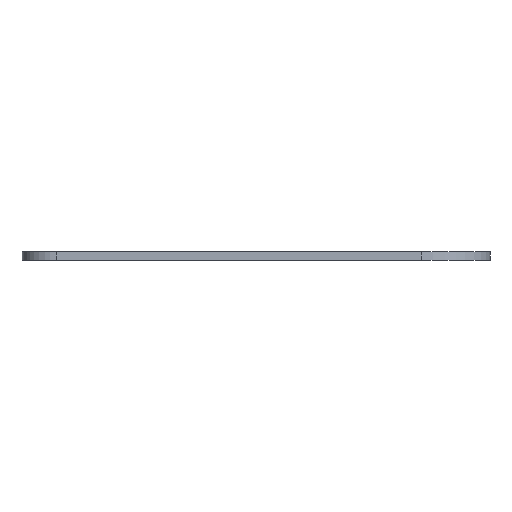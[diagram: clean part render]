
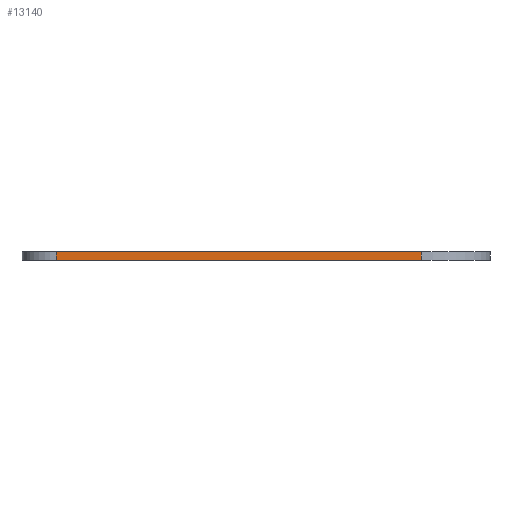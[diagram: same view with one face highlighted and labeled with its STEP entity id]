
A CAD part, front view. The second image highlights one B-rep face of the part: STEP entity #13140.
In plain terms, the highlighted planar face has unit normal (0, -1, 0).
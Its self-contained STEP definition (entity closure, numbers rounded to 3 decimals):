
#83 = PLANE('',#84);
#84 = AXIS2_PLACEMENT_3D('',#85,#86,#87);
#85 = CARTESIAN_POINT('',(145.735,-105.129,1.6));
#86 = DIRECTION('',(-0.,-0.,-1.));
#87 = DIRECTION('',(-1.,0.,0.));
#137 = PLANE('',#138);
#138 = AXIS2_PLACEMENT_3D('',#139,#140,#141);
#139 = CARTESIAN_POINT('',(145.735,-105.129,0.));
#140 = DIRECTION('',(-0.,-0.,-1.));
#141 = DIRECTION('',(-1.,0.,0.));
#170 = CYLINDRICAL_SURFACE('',#171,6.35);
#171 = AXIS2_PLACEMENT_3D('',#172,#173,#174);
#172 = CARTESIAN_POINT('',(111.671,-125.959,0.));
#173 = DIRECTION('',(-0.,-0.,-1.));
#174 = DIRECTION('',(1.,0.,-0.));
#447 = VERTEX_POINT('',#448);
#448 = CARTESIAN_POINT('',(178.981,-132.309,0.));
#467 = CYLINDRICAL_SURFACE('',#468,12.7);
#468 = AXIS2_PLACEMENT_3D('',#469,#470,#471);
#469 = CARTESIAN_POINT('',(178.981,-119.609,0.));
#470 = DIRECTION('',(-0.,-0.,-1.));
#471 = DIRECTION('',(1.,0.,-0.));
#479 = EDGE_CURVE('',#447,#480,#482,.T.);
#480 = VERTEX_POINT('',#481);
#481 = CARTESIAN_POINT('',(111.671,-132.309,0.));
#482 = SURFACE_CURVE('',#483,(#487,#494),.PCURVE_S1.);
#483 = LINE('',#484,#485);
#484 = CARTESIAN_POINT('',(178.981,-132.309,0.));
#485 = VECTOR('',#486,1.);
#486 = DIRECTION('',(-1.,0.,0.));
#487 = PCURVE('',#137,#488);
#488 = DEFINITIONAL_REPRESENTATION('',(#489),#493);
#489 = LINE('',#490,#491);
#490 = CARTESIAN_POINT('',(-33.246,-27.18));
#491 = VECTOR('',#492,1.);
#492 = DIRECTION('',(1.,0.));
#493 = ( GEOMETRIC_REPRESENTATION_CONTEXT(2) 
PARAMETRIC_REPRESENTATION_CONTEXT() REPRESENTATION_CONTEXT('2D SPACE',''
  ) );
#494 = PCURVE('',#495,#500);
#495 = PLANE('',#496);
#496 = AXIS2_PLACEMENT_3D('',#497,#498,#499);
#497 = CARTESIAN_POINT('',(178.981,-132.309,0.));
#498 = DIRECTION('',(0.,-1.,0.));
#499 = DIRECTION('',(-1.,0.,0.));
#500 = DEFINITIONAL_REPRESENTATION('',(#501),#505);
#501 = LINE('',#502,#503);
#502 = CARTESIAN_POINT('',(0.,0.));
#503 = VECTOR('',#504,1.);
#504 = DIRECTION('',(1.,0.));
#505 = ( GEOMETRIC_REPRESENTATION_CONTEXT(2) 
PARAMETRIC_REPRESENTATION_CONTEXT() REPRESENTATION_CONTEXT('2D SPACE',''
  ) );
#7310 = VERTEX_POINT('',#7311);
#7311 = CARTESIAN_POINT('',(178.981,-132.309,1.6));
#7337 = EDGE_CURVE('',#7310,#7338,#7340,.T.);
#7338 = VERTEX_POINT('',#7339);
#7339 = CARTESIAN_POINT('',(111.671,-132.309,1.6));
#7340 = SURFACE_CURVE('',#7341,(#7345,#7352),.PCURVE_S1.);
#7341 = LINE('',#7342,#7343);
#7342 = CARTESIAN_POINT('',(178.981,-132.309,1.6));
#7343 = VECTOR('',#7344,1.);
#7344 = DIRECTION('',(-1.,0.,0.));
#7345 = PCURVE('',#83,#7346);
#7346 = DEFINITIONAL_REPRESENTATION('',(#7347),#7351);
#7347 = LINE('',#7348,#7349);
#7348 = CARTESIAN_POINT('',(-33.246,-27.18));
#7349 = VECTOR('',#7350,1.);
#7350 = DIRECTION('',(1.,0.));
#7351 = ( GEOMETRIC_REPRESENTATION_CONTEXT(2) 
PARAMETRIC_REPRESENTATION_CONTEXT() REPRESENTATION_CONTEXT('2D SPACE',''
  ) );
#7352 = PCURVE('',#495,#7353);
#7353 = DEFINITIONAL_REPRESENTATION('',(#7354),#7358);
#7354 = LINE('',#7355,#7356);
#7355 = CARTESIAN_POINT('',(0.,-1.6));
#7356 = VECTOR('',#7357,1.);
#7357 = DIRECTION('',(1.,0.));
#7358 = ( GEOMETRIC_REPRESENTATION_CONTEXT(2) 
PARAMETRIC_REPRESENTATION_CONTEXT() REPRESENTATION_CONTEXT('2D SPACE',''
  ) );
#13092 = EDGE_CURVE('',#480,#7338,#13093,.T.);
#13093 = SURFACE_CURVE('',#13094,(#13098,#13105),.PCURVE_S1.);
#13094 = LINE('',#13095,#13096);
#13095 = CARTESIAN_POINT('',(111.671,-132.309,0.));
#13096 = VECTOR('',#13097,1.);
#13097 = DIRECTION('',(0.,0.,1.));
#13098 = PCURVE('',#170,#13099);
#13099 = DEFINITIONAL_REPRESENTATION('',(#13100),#13104);
#13100 = LINE('',#13101,#13102);
#13101 = CARTESIAN_POINT('',(-4.712,0.));
#13102 = VECTOR('',#13103,1.);
#13103 = DIRECTION('',(-0.,-1.));
#13104 = ( GEOMETRIC_REPRESENTATION_CONTEXT(2) 
PARAMETRIC_REPRESENTATION_CONTEXT() REPRESENTATION_CONTEXT('2D SPACE',''
  ) );
#13105 = PCURVE('',#495,#13106);
#13106 = DEFINITIONAL_REPRESENTATION('',(#13107),#13111);
#13107 = LINE('',#13108,#13109);
#13108 = CARTESIAN_POINT('',(67.31,0.));
#13109 = VECTOR('',#13110,1.);
#13110 = DIRECTION('',(0.,-1.));
#13111 = ( GEOMETRIC_REPRESENTATION_CONTEXT(2) 
PARAMETRIC_REPRESENTATION_CONTEXT() REPRESENTATION_CONTEXT('2D SPACE',''
  ) );
#13140 = ADVANCED_FACE('',(#13141),#495,.T.);
#13141 = FACE_BOUND('',#13142,.T.);
#13142 = EDGE_LOOP('',(#13143,#13164,#13165,#13166));
#13143 = ORIENTED_EDGE('',*,*,#13144,.T.);
#13144 = EDGE_CURVE('',#447,#7310,#13145,.T.);
#13145 = SURFACE_CURVE('',#13146,(#13150,#13157),.PCURVE_S1.);
#13146 = LINE('',#13147,#13148);
#13147 = CARTESIAN_POINT('',(178.981,-132.309,0.));
#13148 = VECTOR('',#13149,1.);
#13149 = DIRECTION('',(0.,0.,1.));
#13150 = PCURVE('',#495,#13151);
#13151 = DEFINITIONAL_REPRESENTATION('',(#13152),#13156);
#13152 = LINE('',#13153,#13154);
#13153 = CARTESIAN_POINT('',(0.,0.));
#13154 = VECTOR('',#13155,1.);
#13155 = DIRECTION('',(0.,-1.));
#13156 = ( GEOMETRIC_REPRESENTATION_CONTEXT(2) 
PARAMETRIC_REPRESENTATION_CONTEXT() REPRESENTATION_CONTEXT('2D SPACE',''
  ) );
#13157 = PCURVE('',#467,#13158);
#13158 = DEFINITIONAL_REPRESENTATION('',(#13159),#13163);
#13159 = LINE('',#13160,#13161);
#13160 = CARTESIAN_POINT('',(-4.712,0.));
#13161 = VECTOR('',#13162,1.);
#13162 = DIRECTION('',(-0.,-1.));
#13163 = ( GEOMETRIC_REPRESENTATION_CONTEXT(2) 
PARAMETRIC_REPRESENTATION_CONTEXT() REPRESENTATION_CONTEXT('2D SPACE',''
  ) );
#13164 = ORIENTED_EDGE('',*,*,#7337,.T.);
#13165 = ORIENTED_EDGE('',*,*,#13092,.F.);
#13166 = ORIENTED_EDGE('',*,*,#479,.F.);
